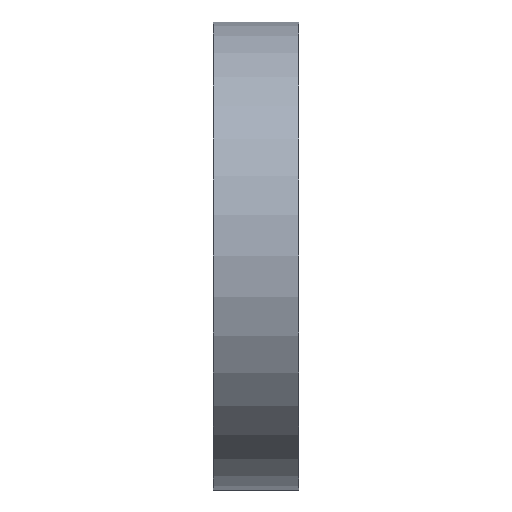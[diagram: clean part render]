
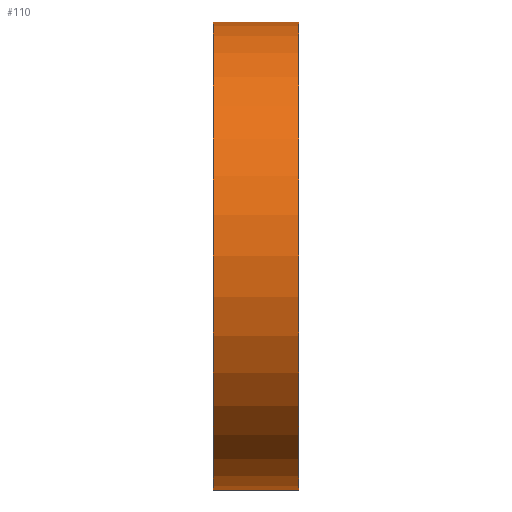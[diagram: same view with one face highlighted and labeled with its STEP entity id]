
A CAD part, left-side view. The second image highlights one B-rep face of the part: STEP entity #110.
In plain terms, the highlighted cylindrical face has radius 27.4 mm (diameter 54.8 mm), a partial arc.
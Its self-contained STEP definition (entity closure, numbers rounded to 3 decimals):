
#102 = CARTESIAN_POINT ( 'NONE',  ( 0., 0., -27.4 ) ) ;
#110 = ADVANCED_FACE ( 'NONE', ( #439 ), #874, .T. ) ;
#131 = AXIS2_PLACEMENT_3D ( 'NONE', #287, #747, #1085 ) ;
#200 = VERTEX_POINT ( 'NONE', #102 ) ;
#283 = AXIS2_PLACEMENT_3D ( 'NONE', #657, #411, #901 ) ;
#287 = CARTESIAN_POINT ( 'NONE',  ( 0., 10., 0. ) ) ;
#320 = EDGE_CURVE ( 'NONE', #1172, #1329, #713, .T. ) ;
#376 = ORIENTED_EDGE ( 'NONE', *, *, #609, .F. ) ;
#411 = DIRECTION ( 'NONE',  ( 0., 1., 0. ) ) ;
#417 = DIRECTION ( 'NONE',  ( 0., -1., 0. ) ) ;
#422 = DIRECTION ( 'NONE',  ( 0., 0., -1. ) ) ;
#430 = EDGE_CURVE ( 'NONE', #200, #1329, #856, .T. ) ;
#439 = FACE_OUTER_BOUND ( 'NONE', #1122, .T. ) ;
#453 = AXIS2_PLACEMENT_3D ( 'NONE', #1458, #1328, #422 ) ;
#522 = EDGE_CURVE ( 'NONE', #629, #200, #656, .T. ) ;
#554 = CARTESIAN_POINT ( 'NONE',  ( 0., 10., -27.4 ) ) ;
#609 = EDGE_CURVE ( 'NONE', #629, #1172, #733, .T. ) ;
#611 = ORIENTED_EDGE ( 'NONE', *, *, #522, .T. ) ;
#629 = VERTEX_POINT ( 'NONE', #554 ) ;
#656 = LINE ( 'NONE', #1105, #816 ) ;
#657 = CARTESIAN_POINT ( 'NONE',  ( 0., 0., 0. ) ) ;
#713 = LINE ( 'NONE', #1023, #1141 ) ;
#733 = CIRCLE ( 'NONE', #131, 27.4 ) ;
#747 = DIRECTION ( 'NONE',  ( 0., 1., 0. ) ) ;
#798 = DIRECTION ( 'NONE',  ( 0., -1., 0. ) ) ;
#816 = VECTOR ( 'NONE', #417, 1000. ) ;
#830 = ORIENTED_EDGE ( 'NONE', *, *, #320, .F. ) ;
#834 = ORIENTED_EDGE ( 'NONE', *, *, #430, .T. ) ;
#856 = CIRCLE ( 'NONE', #283, 27.4 ) ;
#874 = CYLINDRICAL_SURFACE ( 'NONE', #453, 27.4 ) ;
#901 = DIRECTION ( 'NONE',  ( 0., 0., 1. ) ) ;
#929 = CARTESIAN_POINT ( 'NONE',  ( 0., 0., 27.4 ) ) ;
#1023 = CARTESIAN_POINT ( 'NONE',  ( 0., 10., 27.4 ) ) ;
#1085 = DIRECTION ( 'NONE',  ( 0., 0., 1. ) ) ;
#1105 = CARTESIAN_POINT ( 'NONE',  ( 0., 10., -27.4 ) ) ;
#1122 = EDGE_LOOP ( 'NONE', ( #830, #376, #611, #834 ) ) ;
#1141 = VECTOR ( 'NONE', #798, 1000. ) ;
#1172 = VERTEX_POINT ( 'NONE', #1431 ) ;
#1328 = DIRECTION ( 'NONE',  ( 0., -1., 0. ) ) ;
#1329 = VERTEX_POINT ( 'NONE', #929 ) ;
#1431 = CARTESIAN_POINT ( 'NONE',  ( 0., 10., 27.4 ) ) ;
#1458 = CARTESIAN_POINT ( 'NONE',  ( 0., 10., 0. ) ) ;
